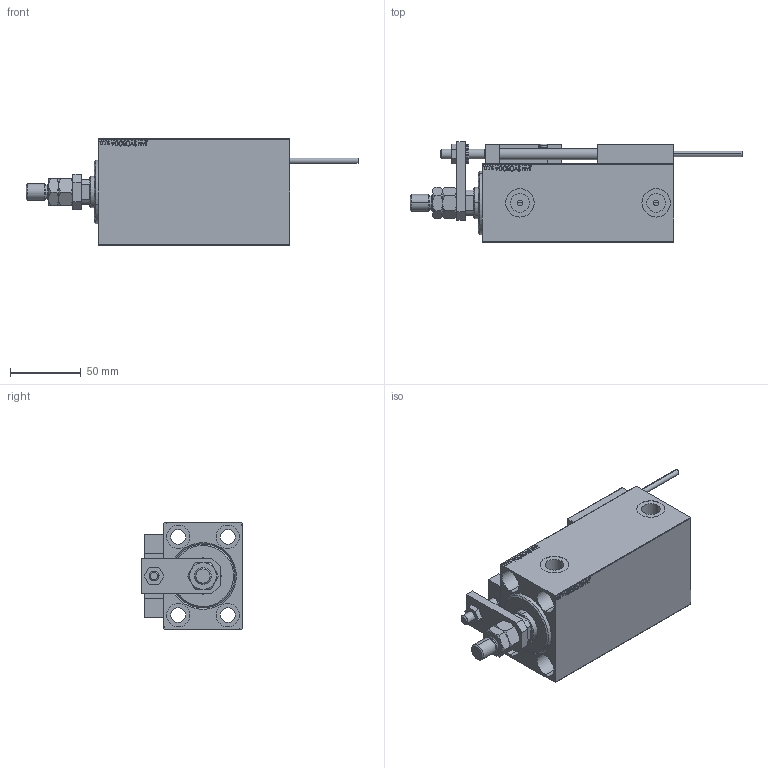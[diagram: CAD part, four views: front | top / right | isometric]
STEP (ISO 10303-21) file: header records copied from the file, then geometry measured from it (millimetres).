
FILE_DESCRIPTION (( 'STEP AP203' ), '1' );
FILE_NAME ('048d.STEP', '2021-11-01T16:12:50', ( '' ), ( '' ), 'SwSTEP 2.0', 'SolidWorks 2019', '' );
FILE_SCHEMA (( 'CONFIG_CONTROL_DESIGN' ));
Length unit declared in the file: millimetre
Products named in the file (16): NUT_D12 c55876a23c0263547e4dbecb3e4dd8b5; KONCOVKA c55876a23c0263547e4dbecb3e4dd8b5; Block c55876a23c0263547e4dbecb3e4dd8b5; ZARAZKA c55876a23c0263547e4dbecb3e4dd8b5; V450CM_VC_B c55876a23c0263547e4dbecb3e4dd8b5; MAGNET c55876a23c0263547e4dbecb3e4dd8b5; V450CM_C c55876a23c0263547e4dbecb3e4dd8b5; ALLEN BOLT D8 c55876a23c0263547e4dbecb3e4dd8b5; 048d; V450CM_C_VCP c55876a23c0263547e4dbecb3e4dd8b5; X_Y_MTA c55876a23c0263547e4dbecb3e4dd8b5; SWITCH_X_FRONT_BACK c55876a23c0263547e4dbecb3e4dd8b5; SWITCH X c55876a23c0263547e4dbecb3e4dd8b5; SWITCH DIM B,W c55876a23c0263547e4dbecb3e4dd8b5; ALLEN BOLT D5 c55876a23c0263547e4dbecb3e4dd8b5; TYC_L79 c55876a23c0263547e4dbecb3e4dd8b5
Assembly tree (25 placements, depth 3):
  048d
    V450CM_C c55876a23c0263547e4dbecb3e4dd8b5
    SWITCH X c55876a23c0263547e4dbecb3e4dd8b5
      SWITCH_X_FRONT_BACK c55876a23c0263547e4dbecb3e4dd8b5  x2
      TYC_L79 c55876a23c0263547e4dbecb3e4dd8b5
      Block c55876a23c0263547e4dbecb3e4dd8b5  x2
      ALLEN BOLT D5 c55876a23c0263547e4dbecb3e4dd8b5  x4
      ALLEN BOLT D8 c55876a23c0263547e4dbecb3e4dd8b5  x4
      MAGNET c55876a23c0263547e4dbecb3e4dd8b5  x2
      KONCOVKA c55876a23c0263547e4dbecb3e4dd8b5  x2
    NUT_D12 c55876a23c0263547e4dbecb3e4dd8b5
    SWITCH DIM B,W c55876a23c0263547e4dbecb3e4dd8b5
    ZARAZKA c55876a23c0263547e4dbecb3e4dd8b5
    V450CM_C_VCP c55876a23c0263547e4dbecb3e4dd8b5
    V450CM_VC_B c55876a23c0263547e4dbecb3e4dd8b5
    X_Y_MTA c55876a23c0263547e4dbecb3e4dd8b5
Bounding box: 234 x 70.5 x 75 mm (x, y, z)
Volume: 520590.3 mm3; surface area: 125103.4 mm2
Topology: 24 solids, 24 shells, 1348 faces, 3214 edges, 2045 vertices
Faces by surface type: plane 580, bspline 380, cylinder 204, cone 134, torus 46, sphere 4
Entity records: 52496 total; most frequent: CARTESIAN_POINT 26747, ORIENTED_EDGE 5448, DIRECTION 3734, EDGE_CURVE 2724, VERTEX_POINT 1769, LINE 1522, VECTOR 1522, EDGE_LOOP 1265
